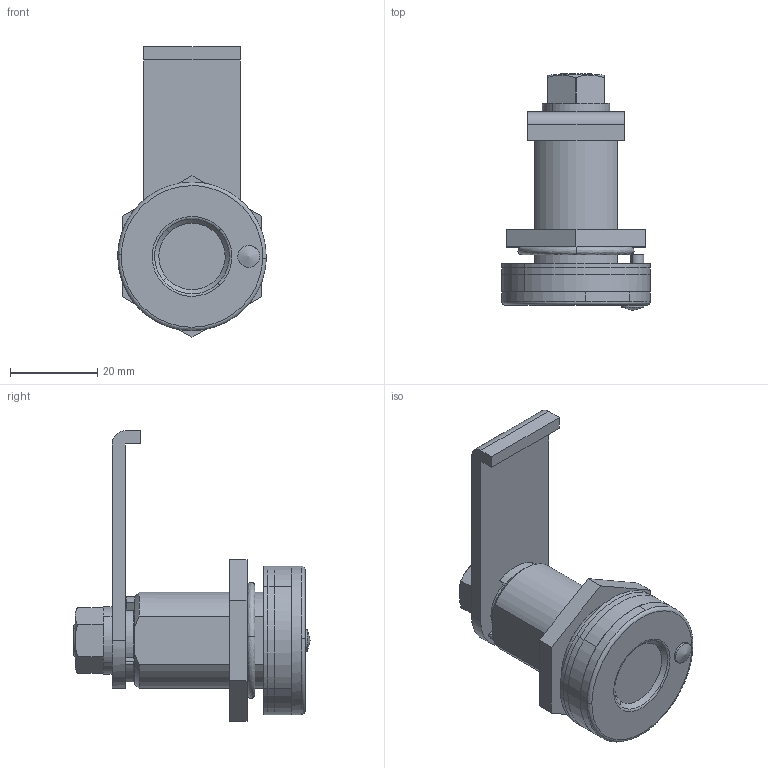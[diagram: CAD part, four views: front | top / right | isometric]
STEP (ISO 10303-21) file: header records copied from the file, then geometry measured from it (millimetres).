
FILE_DESCRIPTION((''),'2;1');
FILE_NAME('','2006-02-22T15:54:21',(''),(''),'','CADfix','');
FILE_SCHEMA(('AUTOMOTIVE_DESIGN'));
Length unit declared in the file: millimetre
Products named in the file (10): washer_B; rotor; packing; nut_2; nut_1; control_cam; cap; cam; bracket; THA_421_2_18044_36
Assembly tree (9 placements, depth 2):
  THA_421_2_18044_36
    washer_B
    rotor
    packing
    nut_2
    nut_1
    control_cam
    cap
    cam
    bracket
Bounding box: 34 x 54.2 x 66.48 mm (x, y, z)
Volume: 24978.8 mm3; surface area: 17422.8 mm2
Topology: 9 solids, 9 shells, 208 faces, 709 edges, 537 vertices
Faces by surface type: bspline 208
Entity records: 10703 total; most frequent: CARTESIAN_POINT 6262, ORIENTED_EDGE 1418, EDGE_CURVE 709, VERTEX_POINT 537, B_SPLINE_CURVE_WITH_KNOTS 442, QUASI_UNIFORM_CURVE 267, EDGE_LOOP 244, FACE_OUTER_BOUND 208
